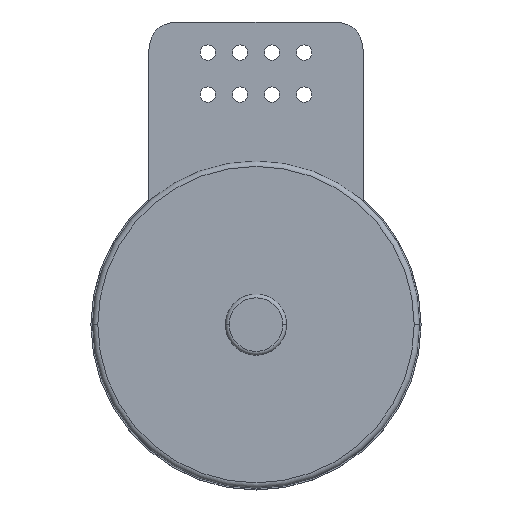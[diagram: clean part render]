
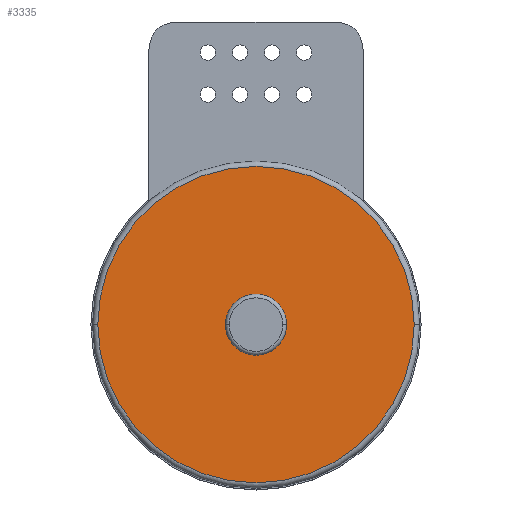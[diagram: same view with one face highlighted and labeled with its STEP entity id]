
A CAD part, top view. The second image highlights one B-rep face of the part: STEP entity #3335.
In plain terms, the highlighted planar face has unit normal (0, 0, 1).
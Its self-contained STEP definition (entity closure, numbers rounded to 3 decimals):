
#346 = DIRECTION ( 'NONE',  ( 0., 0., 1. ) ) ;
#609 = CIRCLE ( 'NONE', #872, 20.7 ) ;
#701 = ORIENTED_EDGE ( 'NONE', *, *, #6838, .T. ) ;
#872 = AXIS2_PLACEMENT_3D ( 'NONE', #2368, #5530, #3021 ) ;
#981 = CARTESIAN_POINT ( 'NONE',  ( -133.67, -7.06, 73.988 ) ) ;
#1639 = CARTESIAN_POINT ( 'NONE',  ( -112.97, -7.06, 73.988 ) ) ;
#1984 = EDGE_CURVE ( 'NONE', #7414, #2473, #609, .T. ) ;
#2003 = AXIS2_PLACEMENT_3D ( 'NONE', #1639, #346, #4227 ) ;
#2164 = ORIENTED_EDGE ( 'NONE', *, *, #1984, .T. ) ;
#2368 = CARTESIAN_POINT ( 'NONE',  ( -112.97, -7.06, 73.988 ) ) ;
#2409 = FACE_OUTER_BOUND ( 'NONE', #5191, .T. ) ;
#2468 = CIRCLE ( 'NONE', #8265, 20.7 ) ;
#2473 = VERTEX_POINT ( 'NONE', #3149 ) ;
#2888 = CARTESIAN_POINT ( 'NONE',  ( -112.97, -7.06, 73.988 ) ) ;
#3021 = DIRECTION ( 'NONE',  ( 1., 0., 0. ) ) ;
#3149 = CARTESIAN_POINT ( 'NONE',  ( -92.27, -7.06, 73.988 ) ) ;
#3335 = ADVANCED_FACE ( 'NONE', ( #2409 ), #4776, .T. ) ;
#4227 = DIRECTION ( 'NONE',  ( 1., 0., 0. ) ) ;
#4776 = PLANE ( 'NONE',  #2003 ) ;
#4777 = DIRECTION ( 'NONE',  ( 1., 0., 0. ) ) ;
#5191 = EDGE_LOOP ( 'NONE', ( #701, #2164 ) ) ;
#5530 = DIRECTION ( 'NONE',  ( 0., 0., 1. ) ) ;
#6838 = EDGE_CURVE ( 'NONE', #2473, #7414, #2468, .T. ) ;
#7414 = VERTEX_POINT ( 'NONE', #981 ) ;
#7958 = DIRECTION ( 'NONE',  ( 0., 0., 1. ) ) ;
#8265 = AXIS2_PLACEMENT_3D ( 'NONE', #2888, #7958, #4777 ) ;
